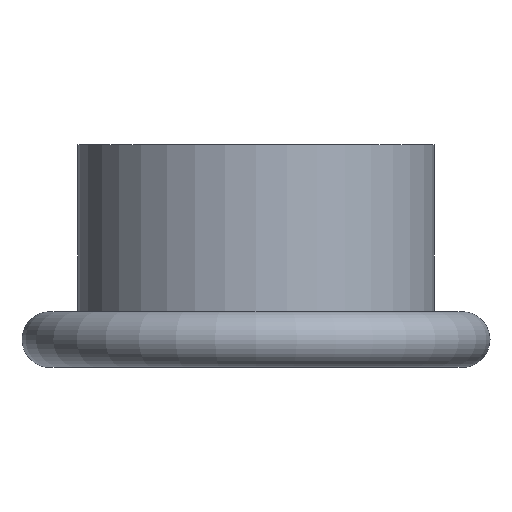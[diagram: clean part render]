
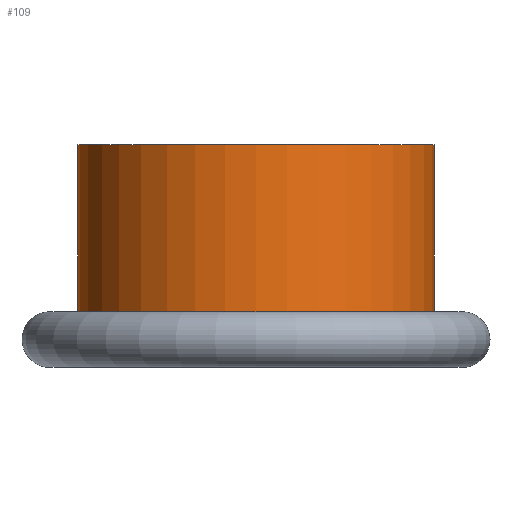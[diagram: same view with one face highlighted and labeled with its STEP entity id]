
A CAD part, front view. The second image highlights one B-rep face of the part: STEP entity #109.
In plain terms, the highlighted cylindrical face has radius 3.2 mm (diameter 6.4 mm), a full revolution.
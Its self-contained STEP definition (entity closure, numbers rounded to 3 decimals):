
#27=FACE_OUTER_BOUND('',#35,.T.);
#35=EDGE_LOOP('',(#85,#86,#87,#88));
#47=LINE('',#198,#50);
#50=VECTOR('',#161,3.2);
#54=CIRCLE('',#135,3.2);
#55=CIRCLE('',#136,3.2);
#63=VERTEX_POINT('',#195);
#64=VERTEX_POINT('',#197);
#72=EDGE_CURVE('',#63,#63,#54,.T.);
#73=EDGE_CURVE('',#63,#64,#47,.T.);
#74=EDGE_CURVE('',#64,#64,#55,.T.);
#85=ORIENTED_EDGE('',*,*,#72,.F.);
#86=ORIENTED_EDGE('',*,*,#73,.T.);
#87=ORIENTED_EDGE('',*,*,#74,.T.);
#88=ORIENTED_EDGE('',*,*,#73,.F.);
#106=CYLINDRICAL_SURFACE('',#134,3.2);
#109=ADVANCED_FACE('',(#27),#106,.T.);
#134=AXIS2_PLACEMENT_3D('',#194,#157,#158);
#135=AXIS2_PLACEMENT_3D('',#196,#159,#160);
#136=AXIS2_PLACEMENT_3D('',#199,#162,#163);
#157=DIRECTION('center_axis',(0.,0.,1.));
#158=DIRECTION('ref_axis',(1.,0.,0.));
#159=DIRECTION('center_axis',(0.,0.,1.));
#160=DIRECTION('ref_axis',(1.,0.,0.));
#161=DIRECTION('',(0.,0.,-1.));
#162=DIRECTION('center_axis',(0.,0.,1.));
#163=DIRECTION('ref_axis',(1.,0.,0.));
#194=CARTESIAN_POINT('Origin',(0.,0.,0.));
#195=CARTESIAN_POINT('',(-3.2,0.,4.));
#196=CARTESIAN_POINT('Origin',(0.,0.,4.));
#197=CARTESIAN_POINT('',(-3.2,0.,0.));
#198=CARTESIAN_POINT('',(-3.2,0.,0.));
#199=CARTESIAN_POINT('Origin',(0.,0.,0.));
